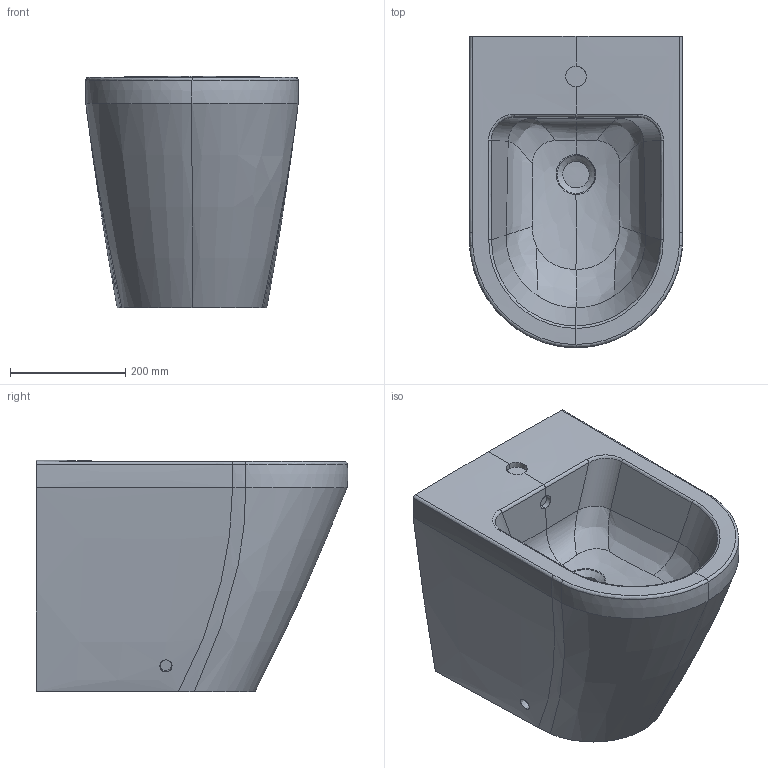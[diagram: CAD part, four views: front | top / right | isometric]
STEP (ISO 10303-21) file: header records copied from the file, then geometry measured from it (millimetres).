
FILE_DESCRIPTION(/* description */ (''),/* implementation_level */ '2;1');
FILE_NAME(/* name */ '03_PRT_B742800_Architectura_StBD_Kommunikationsmodell.stp',/* time_stamp */ '2025-05-15T12:39:54+02:00',/* author */ (''),/* organization */ (''),/* preprocessor_version */ 'ST-DEVELOPER v18.1',/* originating_system */ 'SIEMENS PLM Software NX 1973',/* authorisation */ '');
FILE_SCHEMA (('AUTOMOTIVE_DESIGN { 1 0 10303 214 3 1 1 1 }'));
Length unit declared in the file: millimetre
Products named in the file (1): Varg3AB05B84agnl
Bounding box: 370.19 x 541.19 x 402.01 mm (x, y, z)
Volume: 47033886.9 mm3; surface area: 963253.5 mm2
Topology: 1 solids, 1 shells, 65 faces, 163 edges, 100 vertices
Faces by surface type: bspline 54, extrusion 4, cylinder 3, plane 3, cone 1
Full cylindrical faces by diameter (mm): 46 x1
Entity records: 11294 total; most frequent: CARTESIAN_POINT 10178, ORIENTED_EDGE 314, EDGE_CURVE 157, B_SPLINE_CURVE_WITH_KNOTS 136, VERTEX_POINT 101, EDGE_LOOP 72, ADVANCED_FACE 65, FACE_OUTER_BOUND 58
